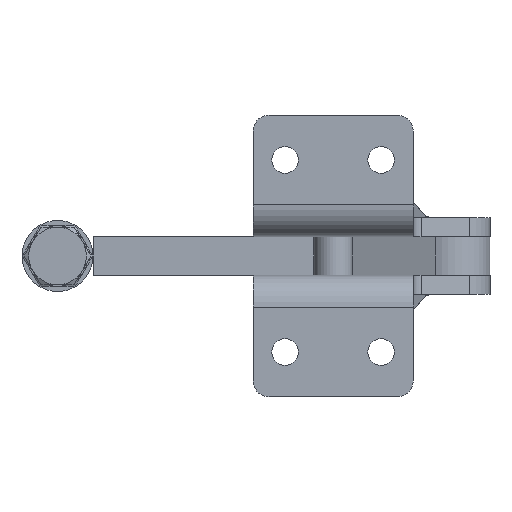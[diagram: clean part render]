
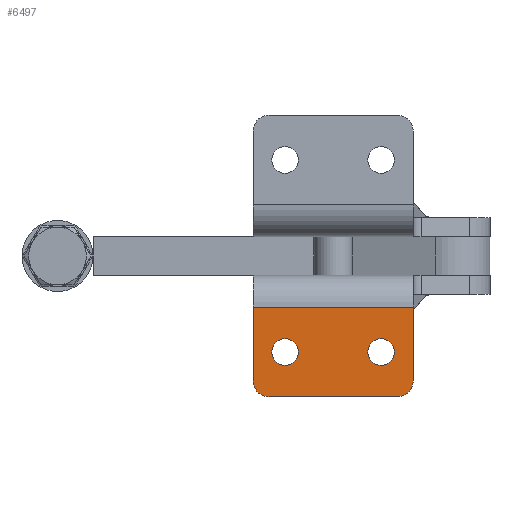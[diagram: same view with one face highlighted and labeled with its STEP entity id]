
A CAD part, front view. The second image highlights one B-rep face of the part: STEP entity #6497.
In plain terms, the highlighted planar face has unit normal (0, -1, 0).
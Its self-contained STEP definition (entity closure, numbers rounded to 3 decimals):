
#15 = CARTESIAN_POINT ( 'NONE',  ( 0., 0., -36. ) ) ;
#449 = PLANE ( 'NONE',  #5519 ) ;
#477 = CARTESIAN_POINT ( 'NONE',  ( 30., 0., -36. ) ) ;
#697 = DIRECTION ( 'NONE',  ( 0., 1., 0. ) ) ;
#720 = AXIS2_PLACEMENT_3D ( 'NONE', #5914, #697, #6792 ) ;
#737 = VERTEX_POINT ( 'NONE', #9159 ) ;
#747 = VECTOR ( 'NONE', #4741, 1000. ) ;
#873 = ORIENTED_EDGE ( 'NONE', *, *, #10401, .T. ) ;
#1257 = DIRECTION ( 'NONE',  ( 1., 0., 0. ) ) ;
#1294 = CARTESIAN_POINT ( 'NONE',  ( 40., 0., -50. ) ) ;
#1311 = CARTESIAN_POINT ( 'NONE',  ( 40., 0., -18. ) ) ;
#1336 = DIRECTION ( 'NONE',  ( 0., 0., 1. ) ) ;
#1348 = ORIENTED_EDGE ( 'NONE', *, *, #6903, .F. ) ;
#1471 = CARTESIAN_POINT ( 'NONE',  ( 0., 0., -31.85 ) ) ;
#1516 = VECTOR ( 'NONE', #4920, 1000. ) ;
#1601 = AXIS2_PLACEMENT_3D ( 'NONE', #477, #6561, #1336 ) ;
#1664 = CIRCLE ( 'NONE', #1861, 4.15 ) ;
#1861 = AXIS2_PLACEMENT_3D ( 'NONE', #6280, #6245, #2522 ) ;
#1882 = VECTOR ( 'NONE', #1257, 1000. ) ;
#1903 = EDGE_LOOP ( 'NONE', ( #4868, #4930 ) ) ;
#1913 = VERTEX_POINT ( 'NONE', #9196 ) ;
#1927 = AXIS2_PLACEMENT_3D ( 'NONE', #5917, #9497, #9455 ) ;
#1989 = EDGE_LOOP ( 'NONE', ( #2259, #1348, #9218, #2563, #4340, #11068 ) ) ;
#2259 = ORIENTED_EDGE ( 'NONE', *, *, #2390, .T. ) ;
#2390 = EDGE_CURVE ( 'NONE', #1913, #6698, #9829, .T. ) ;
#2396 = CIRCLE ( 'NONE', #1927, 5. ) ;
#2522 = DIRECTION ( 'NONE',  ( 0., 0., 1. ) ) ;
#2563 = ORIENTED_EDGE ( 'NONE', *, *, #9746, .F. ) ;
#3061 = ORIENTED_EDGE ( 'NONE', *, *, #6151, .T. ) ;
#3201 = CARTESIAN_POINT ( 'NONE',  ( -10., 0., -22. ) ) ;
#3229 = CARTESIAN_POINT ( 'NONE',  ( 40., 0., -18. ) ) ;
#3839 = LINE ( 'NONE', #5975, #1516 ) ;
#3945 = EDGE_CURVE ( 'NONE', #8232, #8928, #9272, .T. ) ;
#4146 = EDGE_CURVE ( 'NONE', #1913, #6695, #2396, .T. ) ;
#4190 = CARTESIAN_POINT ( 'NONE',  ( 40., 0., -22. ) ) ;
#4340 = ORIENTED_EDGE ( 'NONE', *, *, #10382, .T. ) ;
#4411 = CIRCLE ( 'NONE', #720, 4.15 ) ;
#4482 = CIRCLE ( 'NONE', #8349, 5. ) ;
#4545 = EDGE_CURVE ( 'NONE', #8928, #8232, #1664, .T. ) ;
#4606 = DIRECTION ( 'NONE',  ( 0., 1., 0. ) ) ;
#4675 = CARTESIAN_POINT ( 'NONE',  ( 0., 0., -40.15 ) ) ;
#4741 = DIRECTION ( 'NONE',  ( 0., 0., 1. ) ) ;
#4762 = CARTESIAN_POINT ( 'NONE',  ( 30., 0., -40.15 ) ) ;
#4868 = ORIENTED_EDGE ( 'NONE', *, *, #3945, .T. ) ;
#4920 = DIRECTION ( 'NONE',  ( 0., 0., -1. ) ) ;
#4930 = ORIENTED_EDGE ( 'NONE', *, *, #4545, .T. ) ;
#5323 = EDGE_CURVE ( 'NONE', #6590, #11146, #3839, .T. ) ;
#5519 = AXIS2_PLACEMENT_3D ( 'NONE', #1311, #10097, #8320 ) ;
#5695 = EDGE_LOOP ( 'NONE', ( #3061, #873 ) ) ;
#5914 = CARTESIAN_POINT ( 'NONE',  ( 30., 0., -36. ) ) ;
#5917 = CARTESIAN_POINT ( 'NONE',  ( 35., 0., -45. ) ) ;
#5975 = CARTESIAN_POINT ( 'NONE',  ( -10., 0., -50. ) ) ;
#6151 = EDGE_CURVE ( 'NONE', #9835, #11184, #4411, .T. ) ;
#6245 = DIRECTION ( 'NONE',  ( 0., 1., 0. ) ) ;
#6280 = CARTESIAN_POINT ( 'NONE',  ( 0., 0., -36. ) ) ;
#6497 = ADVANCED_FACE ( 'NONE', ( #9844, #7444, #7713 ), #449, .T. ) ;
#6526 = CIRCLE ( 'NONE', #1601, 4.15 ) ;
#6561 = DIRECTION ( 'NONE',  ( 0., 1., 0. ) ) ;
#6590 = VERTEX_POINT ( 'NONE', #3201 ) ;
#6695 = VERTEX_POINT ( 'NONE', #10405 ) ;
#6698 = VERTEX_POINT ( 'NONE', #4190 ) ;
#6792 = DIRECTION ( 'NONE',  ( 0., 0., 1. ) ) ;
#6829 = AXIS2_PLACEMENT_3D ( 'NONE', #15, #10718, #8520 ) ;
#6903 = EDGE_CURVE ( 'NONE', #6590, #6698, #9826, .T. ) ;
#7432 = VECTOR ( 'NONE', #8014, 1000. ) ;
#7444 = FACE_BOUND ( 'NONE', #1903, .T. ) ;
#7713 = FACE_OUTER_BOUND ( 'NONE', #1989, .T. ) ;
#8014 = DIRECTION ( 'NONE',  ( 1., 0., 0. ) ) ;
#8232 = VERTEX_POINT ( 'NONE', #4675 ) ;
#8320 = DIRECTION ( 'NONE',  ( 0., 0., 1. ) ) ;
#8349 = AXIS2_PLACEMENT_3D ( 'NONE', #9950, #4606, #10846 ) ;
#8520 = DIRECTION ( 'NONE',  ( 0., 0., 1. ) ) ;
#8892 = LINE ( 'NONE', #1294, #1882 ) ;
#8928 = VERTEX_POINT ( 'NONE', #1471 ) ;
#9159 = CARTESIAN_POINT ( 'NONE',  ( -5., 0., -50. ) ) ;
#9196 = CARTESIAN_POINT ( 'NONE',  ( 40., 0., -45. ) ) ;
#9218 = ORIENTED_EDGE ( 'NONE', *, *, #5323, .T. ) ;
#9272 = CIRCLE ( 'NONE', #6829, 4.15 ) ;
#9455 = DIRECTION ( 'NONE',  ( 0., 0., 1. ) ) ;
#9497 = DIRECTION ( 'NONE',  ( 0., 1., 0. ) ) ;
#9746 = EDGE_CURVE ( 'NONE', #737, #11146, #4482, .T. ) ;
#9826 = LINE ( 'NONE', #9837, #7432 ) ;
#9829 = LINE ( 'NONE', #3229, #747 ) ;
#9835 = VERTEX_POINT ( 'NONE', #4762 ) ;
#9837 = CARTESIAN_POINT ( 'NONE',  ( 40., 0., -22. ) ) ;
#9844 = FACE_BOUND ( 'NONE', #5695, .T. ) ;
#9950 = CARTESIAN_POINT ( 'NONE',  ( -5., 0., -45. ) ) ;
#10097 = DIRECTION ( 'NONE',  ( 0., -1., 0. ) ) ;
#10382 = EDGE_CURVE ( 'NONE', #737, #6695, #8892, .T. ) ;
#10401 = EDGE_CURVE ( 'NONE', #11184, #9835, #6526, .T. ) ;
#10405 = CARTESIAN_POINT ( 'NONE',  ( 35., 0., -50. ) ) ;
#10718 = DIRECTION ( 'NONE',  ( 0., 1., 0. ) ) ;
#10846 = DIRECTION ( 'NONE',  ( 0., 0., 1. ) ) ;
#11068 = ORIENTED_EDGE ( 'NONE', *, *, #4146, .F. ) ;
#11140 = CARTESIAN_POINT ( 'NONE',  ( -10., 0., -45. ) ) ;
#11146 = VERTEX_POINT ( 'NONE', #11140 ) ;
#11184 = VERTEX_POINT ( 'NONE', #11216 ) ;
#11216 = CARTESIAN_POINT ( 'NONE',  ( 30., 0., -31.85 ) ) ;
